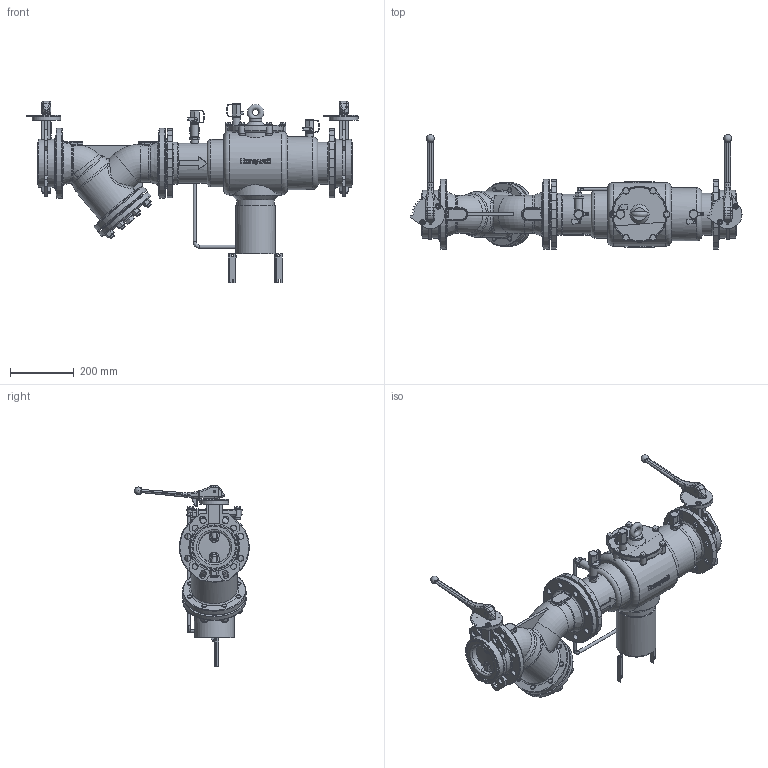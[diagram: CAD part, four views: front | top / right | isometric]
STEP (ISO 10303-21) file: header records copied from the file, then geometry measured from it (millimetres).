
FILE_DESCRIPTION(/* description */ ('no description'),/* implementation_level */ '2;1');
FILE_NAME(/* name */ '1167-100M.step',/* time_stamp */ '2026-03-11T13:10:37+01:00',/* author */ (''),/* organization */ (''),/* preprocessor_version */ 'ST-DEVELOPER v20.1',/* originating_system */ 'Autodesk Translation Framework v14.24.0.0',/* authorisation */ '');
FILE_SCHEMA (('AUTOMOTIVE_DESIGN { 1 0 10303 214 3 1 1 }'));
Length unit declared in the file: millimetre
Products named in the file (19): 2026-03-11-08-45-53-243; 2026-03-11-08-45-53-243_1; 2026-03-11-08-45-53-244; 2026-03-11-08-45-53-245; 2026-03-11-08-45-53-246; 2026-03-11-08-45-53-247; 2026-03-11-08-45-53-248; 2026-03-11-08-45-53-249; 2026-03-11-08-45-53-250; 2026-03-11-08-45-53-251; 2026-03-11-08-45-53-252; 2026-03-11-08-45-53-253; 2026-03-11-08-45-53-254; 2026-03-11-08-45-53-255; 2026-03-11-08-45-53-256; 2026-03-11-08-46-05-035; 2026-03-10-12-47-23-329; 2026-03-10-12-47-23-329_1; 2026-03-10-12-47-23-330
Assembly tree (19 placements, depth 3):
  2026-03-11-08-45-53-243
    2026-03-11-08-45-53-243_1
      2026-03-11-08-45-53-244
      2026-03-11-08-45-53-245
      2026-03-11-08-45-53-246
      2026-03-11-08-45-53-247
      2026-03-11-08-45-53-248
      2026-03-11-08-45-53-249
      2026-03-11-08-45-53-250
      2026-03-11-08-45-53-251
      2026-03-11-08-45-53-252
      2026-03-11-08-45-53-253
      2026-03-11-08-45-53-254
      2026-03-11-08-45-53-255
      2026-03-11-08-45-53-256
    2026-03-11-08-46-05-035
    2026-03-10-12-47-23-329
      2026-03-10-12-47-23-330
    2026-03-10-12-47-23-329_1
      2026-03-10-12-47-23-330
Bounding box: 1043 x 359.91 x 569 mm (x, y, z)
Volume: 19838266.6 mm3; surface area: 1824383.3 mm2
Topology: 36 solids, 36 shells, 3931 faces, 10604 edges, 6849 vertices
Faces by surface type: plane 2827, cylinder 414, bspline 353, cone 178, torus 146, sphere 13
Full cylindrical faces by diameter (mm): 5 x4, 9 x8, 10 x6, 13.797 x16, 14 x18, 16 x36, 16.5 x8, 18 x8, 19 x24, 20 x11, 23 x2, 24 x13, 26 x9, 40 x1, 45 x1, 47.8 x1, 55 x3, 56 x1, 68 x1, 79.6 x1, 90 x2, 99 x2, 100 x7, 109.5 x2, 118 x1, 119 x1, 121.6 x1, 124 x1, 124.6 x1, 125 x1
Entity records: 163866 total; most frequent: CARTESIAN_POINT 67506, ORIENTED_EDGE 20232, DIRECTION 18135, EDGE_CURVE 10116, LINE 7189, VECTOR 7189, VERTEX_POINT 6574, AXIS2_PLACEMENT_3D 5473
